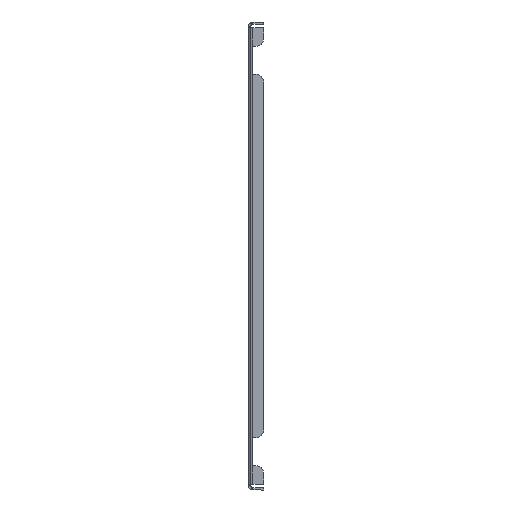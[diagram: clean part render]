
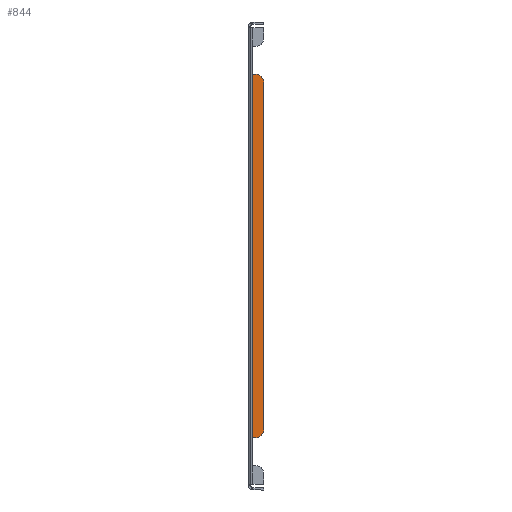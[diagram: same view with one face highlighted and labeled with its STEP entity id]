
A CAD part, left-side view. The second image highlights one B-rep face of the part: STEP entity #844.
In plain terms, the highlighted planar face has unit normal (-1, 0, 0).
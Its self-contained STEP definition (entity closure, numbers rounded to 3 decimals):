
#146 = EDGE_CURVE ( 'NONE', #1972, #582, #1222, .T. ) ;
#187 = CARTESIAN_POINT ( 'NONE',  ( -423.5, 420.693, 0. ) ) ;
#197 = VERTEX_POINT ( 'NONE', #1203 ) ;
#213 = ORIENTED_EDGE ( 'NONE', *, *, #251, .T. ) ;
#251 = EDGE_CURVE ( 'NONE', #3791, #582, #3033, .T. ) ;
#256 = CARTESIAN_POINT ( 'NONE',  ( -423.5, 420.693, 116.5 ) ) ;
#322 = CARTESIAN_POINT ( 'NONE',  ( -423.5, -3., 0. ) ) ;
#417 = EDGE_LOOP ( 'NONE', ( #1539, #3696, #3437, #213, #501, #3294 ) ) ;
#501 = ORIENTED_EDGE ( 'NONE', *, *, #146, .F. ) ;
#536 = PLANE ( 'NONE',  #611 ) ;
#558 = CARTESIAN_POINT ( 'NONE',  ( -423.5, 420.693, -116.5 ) ) ;
#569 = DIRECTION ( 'NONE',  ( -1., 0., 0. ) ) ;
#582 = VERTEX_POINT ( 'NONE', #3599 ) ;
#611 = AXIS2_PLACEMENT_3D ( 'NONE', #187, #3578, #843 ) ;
#634 = DIRECTION ( 'NONE',  ( 0., -1., 0. ) ) ;
#843 = DIRECTION ( 'NONE',  ( 0., 0., 1. ) ) ;
#844 = ADVANCED_FACE ( 'NONE', ( #3543 ), #536, .T. ) ;
#1148 = DIRECTION ( 'NONE',  ( 0., -1., 0. ) ) ;
#1203 = CARTESIAN_POINT ( 'NONE',  ( -423.5, -10., -111.5 ) ) ;
#1222 = LINE ( 'NONE', #558, #1564 ) ;
#1255 = EDGE_CURVE ( 'NONE', #1972, #197, #2684, .T. ) ;
#1344 = VERTEX_POINT ( 'NONE', #3137 ) ;
#1374 = CARTESIAN_POINT ( 'NONE',  ( -423.5, -5., -116.5 ) ) ;
#1439 = DIRECTION ( 'NONE',  ( -1., 0., 0. ) ) ;
#1451 = DIRECTION ( 'NONE',  ( 0., -1., 0. ) ) ;
#1539 = ORIENTED_EDGE ( 'NONE', *, *, #1887, .F. ) ;
#1564 = VECTOR ( 'NONE', #2722, 1000. ) ;
#1786 = EDGE_CURVE ( 'NONE', #3791, #3863, #3415, .T. ) ;
#1871 = CIRCLE ( 'NONE', #2687, 5. ) ;
#1887 = EDGE_CURVE ( 'NONE', #1344, #197, #2238, .T. ) ;
#1972 = VERTEX_POINT ( 'NONE', #1374 ) ;
#2026 = EDGE_CURVE ( 'NONE', #1344, #3863, #1871, .T. ) ;
#2177 = AXIS2_PLACEMENT_3D ( 'NONE', #2391, #1439, #1148 ) ;
#2201 = DIRECTION ( 'NONE',  ( 0., 0., -1. ) ) ;
#2238 = LINE ( 'NONE', #2782, #2559 ) ;
#2391 = CARTESIAN_POINT ( 'NONE',  ( -423.5, -5., -111.5 ) ) ;
#2468 = CARTESIAN_POINT ( 'NONE',  ( -423.5, -3., 116.5 ) ) ;
#2559 = VECTOR ( 'NONE', #2201, 1000. ) ;
#2630 = VECTOR ( 'NONE', #3052, 1000. ) ;
#2684 = CIRCLE ( 'NONE', #2177, 5. ) ;
#2687 = AXIS2_PLACEMENT_3D ( 'NONE', #2978, #569, #634 ) ;
#2722 = DIRECTION ( 'NONE',  ( 0., 1., 0. ) ) ;
#2782 = CARTESIAN_POINT ( 'NONE',  ( -423.5, -10., -146.346 ) ) ;
#2950 = VECTOR ( 'NONE', #1451, 1000. ) ;
#2978 = CARTESIAN_POINT ( 'NONE',  ( -423.5, -5., 111.5 ) ) ;
#3033 = LINE ( 'NONE', #322, #2630 ) ;
#3052 = DIRECTION ( 'NONE',  ( 0., 0., -1. ) ) ;
#3137 = CARTESIAN_POINT ( 'NONE',  ( -423.5, -10., 111.5 ) ) ;
#3157 = CARTESIAN_POINT ( 'NONE',  ( -423.5, -5., 116.5 ) ) ;
#3294 = ORIENTED_EDGE ( 'NONE', *, *, #1255, .T. ) ;
#3415 = LINE ( 'NONE', #256, #2950 ) ;
#3437 = ORIENTED_EDGE ( 'NONE', *, *, #1786, .F. ) ;
#3543 = FACE_OUTER_BOUND ( 'NONE', #417, .T. ) ;
#3578 = DIRECTION ( 'NONE',  ( -1., 0., 0. ) ) ;
#3599 = CARTESIAN_POINT ( 'NONE',  ( -423.5, -3., -116.5 ) ) ;
#3696 = ORIENTED_EDGE ( 'NONE', *, *, #2026, .T. ) ;
#3791 = VERTEX_POINT ( 'NONE', #2468 ) ;
#3863 = VERTEX_POINT ( 'NONE', #3157 ) ;
